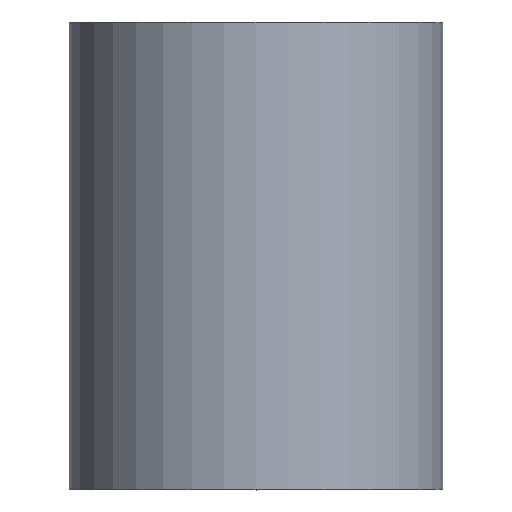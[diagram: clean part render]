
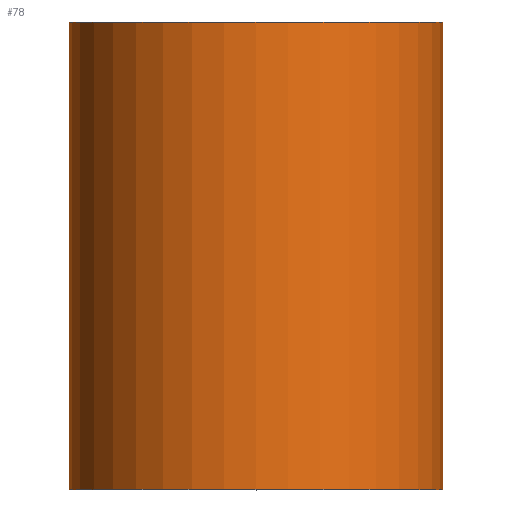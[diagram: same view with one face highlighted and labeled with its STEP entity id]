
A CAD part, top view. The second image highlights one B-rep face of the part: STEP entity #78.
In plain terms, the highlighted cylindrical face has radius 6 mm (diameter 12 mm), a full revolution.
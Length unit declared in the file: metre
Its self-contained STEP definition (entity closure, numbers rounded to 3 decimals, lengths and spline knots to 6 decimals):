
#32=ORIENTED_EDGE('',*,*,#46,.T.);
#33=ORIENTED_EDGE('',*,*,#47,.F.);
#46=EDGE_CURVE('',#52,#52,#56,.T.);
#47=EDGE_CURVE('',#53,#53,#57,.T.);
#52=VERTEX_POINT('',#146);
#53=VERTEX_POINT('',#148);
#56=CIRCLE('',#100,0.006);
#57=CIRCLE('',#101,0.006);
#60=EDGE_LOOP('',(#32));
#61=EDGE_LOOP('',(#33));
#68=FACE_BOUND('',#60,.T.);
#69=FACE_BOUND('',#61,.T.);
#75=CYLINDRICAL_SURFACE('',#99,0.006);
#78=ADVANCED_FACE('',(#68,#69),#75,.T.);
#99=AXIS2_PLACEMENT_3D('',#144,#119,#120);
#100=AXIS2_PLACEMENT_3D('',#145,#121,#122);
#101=AXIS2_PLACEMENT_3D('',#147,#123,#124);
#119=DIRECTION('',(0.,1.,0.));
#120=DIRECTION('',(0.,0.,1.));
#121=DIRECTION('',(0.,1.,0.));
#122=DIRECTION('',(0.,0.,1.));
#123=DIRECTION('',(0.,1.,0.));
#124=DIRECTION('',(0.,0.,1.));
#144=CARTESIAN_POINT('',(0.004152,0.0182,-0.030789));
#145=CARTESIAN_POINT('',(0.004152,0.01515,-0.030789));
#146=CARTESIAN_POINT('',(0.004152,0.01515,-0.024789));
#147=CARTESIAN_POINT('',(0.004152,0.03015,-0.030789));
#148=CARTESIAN_POINT('',(0.004152,0.03015,-0.024789));
